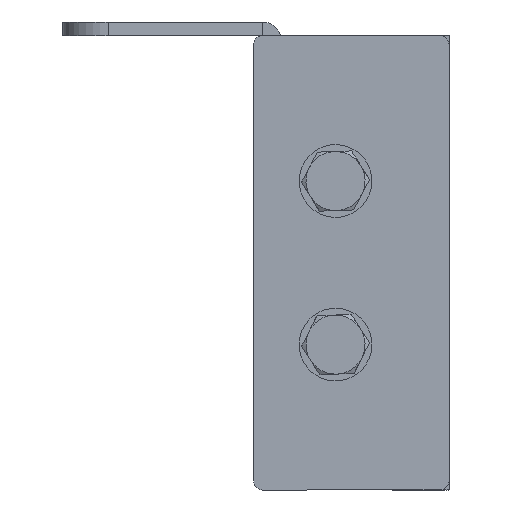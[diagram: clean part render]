
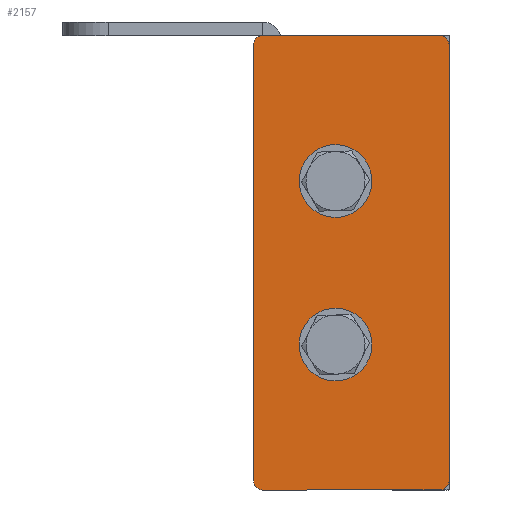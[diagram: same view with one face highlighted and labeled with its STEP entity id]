
A CAD part, left-side view. The second image highlights one B-rep face of the part: STEP entity #2157.
In plain terms, the highlighted face is planar.
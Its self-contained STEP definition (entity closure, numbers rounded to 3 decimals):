
#181 = CARTESIAN_POINT ( 'NONE',  ( 0., 2., 3. ) ) ;
#199 = CIRCLE ( 'NONE', #218, 4.5 ) ;
#202 = CARTESIAN_POINT ( 'NONE',  ( 68., 25., 3. ) ) ;
#213 = CARTESIAN_POINT ( 'NONE',  ( 36.5, 25., 3. ) ) ;
#218 = AXIS2_PLACEMENT_3D ( 'NONE', #202, #254, #253 ) ;
#226 = CARTESIAN_POINT ( 'NONE',  ( 27.5, 25., 3. ) ) ;
#238 = CARTESIAN_POINT ( 'NONE',  ( 0., 0., 3. ) ) ;
#253 = DIRECTION ( 'NONE',  ( -1., 0., 0. ) ) ;
#254 = DIRECTION ( 'NONE',  ( 0., 0., 1. ) ) ;
#269 = DIRECTION ( 'NONE',  ( 1., 0., 0. ) ) ;
#270 = VECTOR ( 'NONE', #269, 1000. ) ;
#271 = CARTESIAN_POINT ( 'NONE',  ( 2., 0., 3. ) ) ;
#273 = LINE ( 'NONE', #238, #270 ) ;
#285 = CARTESIAN_POINT ( 'NONE',  ( 63.5, 25., 3. ) ) ;
#287 = CARTESIAN_POINT ( 'NONE',  ( 72.5, 25., 3. ) ) ;
#288 = DIRECTION ( 'NONE',  ( 0., 1., 0. ) ) ;
#289 = VECTOR ( 'NONE', #288, 1000. ) ;
#290 = LINE ( 'NONE', #302, #289 ) ;
#300 = DIRECTION ( 'NONE',  ( 0., -1., 0. ) ) ;
#301 = VECTOR ( 'NONE', #300, 1000. ) ;
#302 = CARTESIAN_POINT ( 'NONE',  ( 100., 0., 3. ) ) ;
#304 = DIRECTION ( 'NONE',  ( 1., 0., 0. ) ) ;
#305 = CARTESIAN_POINT ( 'NONE',  ( 0., 0., 3. ) ) ;
#306 = LINE ( 'NONE', #305, #301 ) ;
#307 = CARTESIAN_POINT ( 'NONE',  ( 98., 0., 3. ) ) ;
#308 = CARTESIAN_POINT ( 'NONE',  ( 100., 2., 3. ) ) ;
#309 = CARTESIAN_POINT ( 'NONE',  ( 0., 41., 3. ) ) ;
#314 = AXIS2_PLACEMENT_3D ( 'NONE', #315, #318, #304 ) ;
#315 = CARTESIAN_POINT ( 'NONE',  ( 32., 25., 3. ) ) ;
#316 = CIRCLE ( 'NONE', #314, 4.5 ) ;
#318 = DIRECTION ( 'NONE',  ( 0., 0., 1. ) ) ;
#324 = CARTESIAN_POINT ( 'NONE',  ( 100., 41., 3. ) ) ;
#1858 = EDGE_LOOP ( 'NONE', ( #2625, #2187 ) ) ;
#2086 = VERTEX_POINT ( 'NONE', #4651 ) ;
#2157 = ADVANCED_FACE ( 'NONE', ( #4734, #4732, #4730 ), #4708, .F. ) ;
#2163 = EDGE_CURVE ( 'NONE', #2168, #2086, #4778, .T. ) ;
#2168 = VERTEX_POINT ( 'NONE', #4772 ) ;
#2171 = ORIENTED_EDGE ( 'NONE', *, *, #8781, .T. ) ;
#2172 = EDGE_CURVE ( 'NONE', #8811, #2168, #4764, .T. ) ;
#2175 = ORIENTED_EDGE ( 'NONE', *, *, #2182, .F. ) ;
#2179 = ORIENTED_EDGE ( 'NONE', *, *, #8771, .F. ) ;
#2182 = EDGE_CURVE ( 'NONE', #8718, #8719, #4818, .T. ) ;
#2183 = EDGE_LOOP ( 'NONE', ( #2175, #2179 ) ) ;
#2187 = ORIENTED_EDGE ( 'NONE', *, *, #8724, .F. ) ;
#2190 = EDGE_LOOP ( 'NONE', ( #2213, #2212, #2214, #2223, #2171, #2196, #2219, #2193 ) ) ;
#2193 = ORIENTED_EDGE ( 'NONE', *, *, #2226, .T. ) ;
#2196 = ORIENTED_EDGE ( 'NONE', *, *, #2172, .T. ) ;
#2197 = EDGE_CURVE ( 'NONE', #8742, #8743, #4810, .T. ) ;
#2211 = EDGE_CURVE ( 'NONE', #8703, #8756, #4839, .T. ) ;
#2212 = ORIENTED_EDGE ( 'NONE', *, *, #2211, .T. ) ;
#2213 = ORIENTED_EDGE ( 'NONE', *, *, #8774, .T. ) ;
#2214 = ORIENTED_EDGE ( 'NONE', *, *, #8752, .T. ) ;
#2219 = ORIENTED_EDGE ( 'NONE', *, *, #2163, .T. ) ;
#2223 = ORIENTED_EDGE ( 'NONE', *, *, #2224, .T. ) ;
#2224 = EDGE_CURVE ( 'NONE', #8776, #8773, #4848, .T. ) ;
#2226 = EDGE_CURVE ( 'NONE', #2086, #8786, #4854, .T. ) ;
#2625 = ORIENTED_EDGE ( 'NONE', *, *, #2197, .F. ) ;
#4651 = CARTESIAN_POINT ( 'NONE',  ( 2., 43., 3. ) ) ;
#4708 = PLANE ( 'NONE',  #4736 ) ;
#4730 = FACE_OUTER_BOUND ( 'NONE', #2190, .T. ) ;
#4731 = CARTESIAN_POINT ( 'NONE',  ( 0., 43., 3. ) ) ;
#4732 = FACE_BOUND ( 'NONE', #2183, .T. ) ;
#4734 = FACE_BOUND ( 'NONE', #1858, .T. ) ;
#4736 = AXIS2_PLACEMENT_3D ( 'NONE', #4731, #4788, #4787 ) ;
#4760 = DIRECTION ( 'NONE',  ( -1., 0., 0. ) ) ;
#4761 = DIRECTION ( 'NONE',  ( 0., 0., 1. ) ) ;
#4762 = CARTESIAN_POINT ( 'NONE',  ( 98., 41., 3. ) ) ;
#4763 = AXIS2_PLACEMENT_3D ( 'NONE', #4762, #4761, #4760 ) ;
#4764 = CIRCLE ( 'NONE', #4763, 2. ) ;
#4772 = CARTESIAN_POINT ( 'NONE',  ( 98., 43., 3. ) ) ;
#4774 = DIRECTION ( 'NONE',  ( -1., 0., 0. ) ) ;
#4775 = VECTOR ( 'NONE', #4774, 1000. ) ;
#4777 = CARTESIAN_POINT ( 'NONE',  ( 0., 43., 3. ) ) ;
#4778 = LINE ( 'NONE', #4777, #4775 ) ;
#4787 = DIRECTION ( 'NONE',  ( -1., 0., 0. ) ) ;
#4788 = DIRECTION ( 'NONE',  ( 0., 0., -1. ) ) ;
#4806 = DIRECTION ( 'NONE',  ( -1., 0., 0. ) ) ;
#4807 = DIRECTION ( 'NONE',  ( 0., 0., 1. ) ) ;
#4808 = CARTESIAN_POINT ( 'NONE',  ( 68., 25., 3. ) ) ;
#4810 = CIRCLE ( 'NONE', #4816, 4.5 ) ;
#4811 = AXIS2_PLACEMENT_3D ( 'NONE', #4834, #4833, #4826 ) ;
#4812 = DIRECTION ( 'NONE',  ( 1., 0., 0. ) ) ;
#4813 = DIRECTION ( 'NONE',  ( 0., 0., 1. ) ) ;
#4814 = CARTESIAN_POINT ( 'NONE',  ( 32., 25., 3. ) ) ;
#4815 = AXIS2_PLACEMENT_3D ( 'NONE', #4814, #4813, #4812 ) ;
#4816 = AXIS2_PLACEMENT_3D ( 'NONE', #4808, #4807, #4806 ) ;
#4818 = CIRCLE ( 'NONE', #4815, 4.5 ) ;
#4826 = DIRECTION ( 'NONE',  ( -1., 0., 0. ) ) ;
#4830 = DIRECTION ( 'NONE',  ( -1., 0., 0. ) ) ;
#4833 = DIRECTION ( 'NONE',  ( 0., 0., 1. ) ) ;
#4834 = CARTESIAN_POINT ( 'NONE',  ( 2., 41., 3. ) ) ;
#4835 = DIRECTION ( 'NONE',  ( -1., 0., 0. ) ) ;
#4836 = DIRECTION ( 'NONE',  ( 0., 0., 1. ) ) ;
#4838 = AXIS2_PLACEMENT_3D ( 'NONE', #4855, #4836, #4835 ) ;
#4839 = CIRCLE ( 'NONE', #4838, 2. ) ;
#4840 = CARTESIAN_POINT ( 'NONE',  ( 98., 2., 3. ) ) ;
#4843 = DIRECTION ( 'NONE',  ( 0., 0., 1. ) ) ;
#4848 = CIRCLE ( 'NONE', #4856, 2. ) ;
#4854 = CIRCLE ( 'NONE', #4811, 2. ) ;
#4855 = CARTESIAN_POINT ( 'NONE',  ( 2., 2., 3. ) ) ;
#4856 = AXIS2_PLACEMENT_3D ( 'NONE', #4840, #4843, #4830 ) ;
#8703 = VERTEX_POINT ( 'NONE', #181 ) ;
#8718 = VERTEX_POINT ( 'NONE', #213 ) ;
#8719 = VERTEX_POINT ( 'NONE', #226 ) ;
#8724 = EDGE_CURVE ( 'NONE', #8743, #8742, #199, .T. ) ;
#8742 = VERTEX_POINT ( 'NONE', #287 ) ;
#8743 = VERTEX_POINT ( 'NONE', #285 ) ;
#8752 = EDGE_CURVE ( 'NONE', #8756, #8776, #273, .T. ) ;
#8756 = VERTEX_POINT ( 'NONE', #271 ) ;
#8771 = EDGE_CURVE ( 'NONE', #8719, #8718, #316, .T. ) ;
#8773 = VERTEX_POINT ( 'NONE', #308 ) ;
#8774 = EDGE_CURVE ( 'NONE', #8786, #8703, #306, .T. ) ;
#8776 = VERTEX_POINT ( 'NONE', #307 ) ;
#8781 = EDGE_CURVE ( 'NONE', #8773, #8811, #290, .T. ) ;
#8786 = VERTEX_POINT ( 'NONE', #309 ) ;
#8811 = VERTEX_POINT ( 'NONE', #324 ) ;
